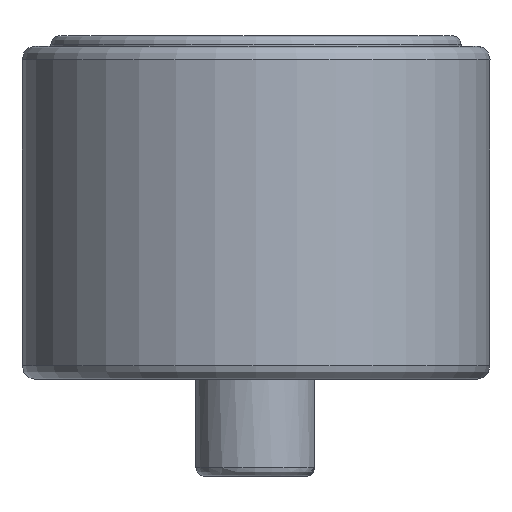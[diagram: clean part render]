
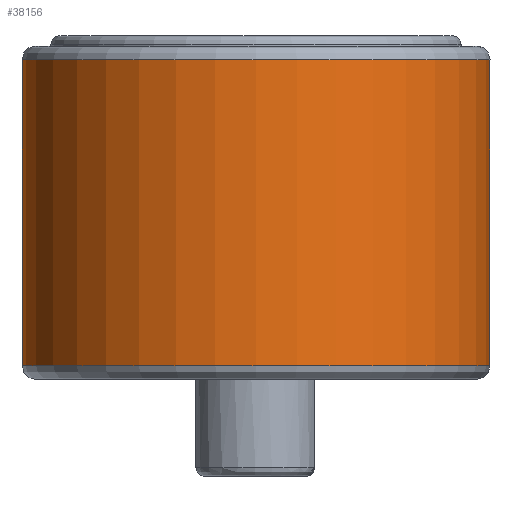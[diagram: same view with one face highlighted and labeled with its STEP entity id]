
A CAD part, left-side view. The second image highlights one B-rep face of the part: STEP entity #38156.
In plain terms, the highlighted cylindrical face has radius 13.69 mm (diameter 27.38 mm), a partial arc.
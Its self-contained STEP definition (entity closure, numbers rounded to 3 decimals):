
#2226=LINE('',#57467,#4322);
#2549=LINE('',#59729,#4645);
#4322=VECTOR('',#45416,12.009);
#4645=VECTOR('',#46239,12.009);
#6384=CYLINDRICAL_SURFACE('',#40698,13.69);
#8114=FACE_OUTER_BOUND('',#10403,.T.);
#10403=EDGE_LOOP('',(#26810,#26811,#26812,#26813));
#12687=CIRCLE('',#40684,13.69);
#12693=CIRCLE('',#40697,13.69);
#15331=VERTEX_POINT('',#57336);
#15355=VERTEX_POINT('',#57415);
#15673=VERTEX_POINT('',#59727);
#15674=VERTEX_POINT('',#59728);
#19402=EDGE_CURVE('',#15355,#15331,#2226,.T.);
#19865=EDGE_CURVE('',#15673,#15674,#2549,.T.);
#19917=EDGE_CURVE('',#15331,#15673,#12687,.T.);
#19934=EDGE_CURVE('',#15674,#15355,#12693,.T.);
#26810=ORIENTED_EDGE('',*,*,#19934,.F.);
#26811=ORIENTED_EDGE('',*,*,#19865,.F.);
#26812=ORIENTED_EDGE('',*,*,#19917,.F.);
#26813=ORIENTED_EDGE('',*,*,#19402,.F.);
#38156=ADVANCED_FACE('',(#8114),#6384,.T.);
#40684=AXIS2_PLACEMENT_3D('',#60410,#46323,#46324);
#40697=AXIS2_PLACEMENT_3D('',#61657,#46354,#46355);
#40698=AXIS2_PLACEMENT_3D('',#61658,#46356,#46357);
#45416=DIRECTION('',(0.,0.,1.));
#46239=DIRECTION('',(0.,0.,-1.));
#46323=DIRECTION('center_axis',(0.,0.,
1.));
#46324=DIRECTION('ref_axis',(-1.,-0.001,0.));
#46354=DIRECTION('center_axis',(0.,0.,
-1.));
#46355=DIRECTION('ref_axis',(-1.,-0.001,0.));
#46356=DIRECTION('center_axis',(0.,0.,
-1.));
#46357=DIRECTION('ref_axis',(-1.,0.,0.));
#57336=CARTESIAN_POINT('',(-130.592,17.659,-13.874));
#57415=CARTESIAN_POINT('',(-130.592,17.659,-31.776));
#57467=CARTESIAN_POINT('',(-130.592,17.659,-30.331));
#59727=CARTESIAN_POINT('',(-130.592,-9.721,-13.874));
#59728=CARTESIAN_POINT('',(-130.592,-9.721,-31.776));
#59729=CARTESIAN_POINT('',(-130.592,-9.721,-15.318));
#60410=CARTESIAN_POINT('Origin',(-130.592,3.969,-13.874));
#61657=CARTESIAN_POINT('Origin',(-130.592,3.969,-31.776));
#61658=CARTESIAN_POINT('Origin',(-130.592,3.969,-15.318));
